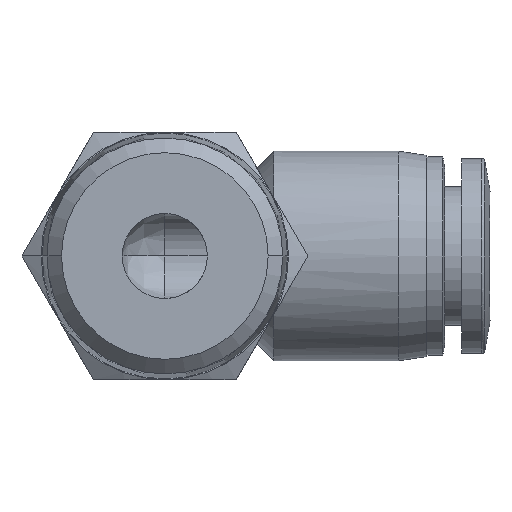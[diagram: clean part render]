
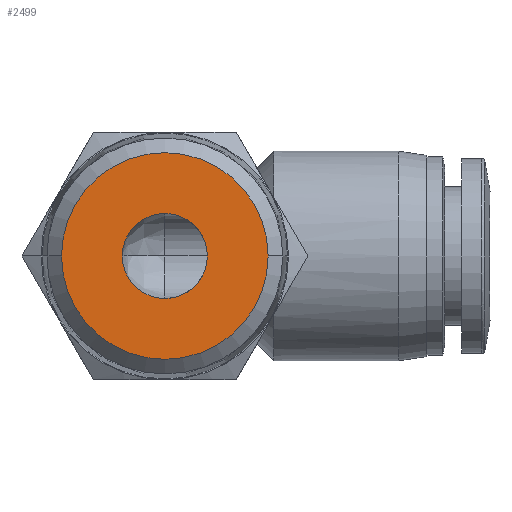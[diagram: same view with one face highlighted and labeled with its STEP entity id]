
A CAD part, front view. The second image highlights one B-rep face of the part: STEP entity #2499.
In plain terms, the highlighted planar face has unit normal (0, -1, 0).
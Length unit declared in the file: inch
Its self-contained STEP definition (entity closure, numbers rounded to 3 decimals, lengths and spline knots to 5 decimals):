
#104 = CARTESIAN_POINT ( 'NONE',  ( 0., -1.39764, 0. ) ) ;
#175 = DIRECTION ( 'NONE',  ( 0., -1., 0. ) ) ;
#220 = VERTEX_POINT ( 'NONE', #685 ) ;
#291 = AXIS2_PLACEMENT_3D ( 'NONE', #1543, #175, #1785 ) ;
#324 = DIRECTION ( 'NONE',  ( -1., 0., 0. ) ) ;
#409 = ORIENTED_EDGE ( 'NONE', *, *, #1368, .T. ) ;
#624 = EDGE_CURVE ( 'NONE', #1299, #1814, #2323, .T. ) ;
#660 = DIRECTION ( 'NONE',  ( 0., -1., 0. ) ) ;
#674 = CARTESIAN_POINT ( 'NONE',  ( 0., -1.39764, 0. ) ) ;
#685 = CARTESIAN_POINT ( 'NONE',  ( -0.28703, -1.39764, 0. ) ) ;
#760 = ORIENTED_EDGE ( 'NONE', *, *, #1903, .T. ) ;
#802 = EDGE_CURVE ( 'NONE', #220, #2052, #1320, .T. ) ;
#813 = AXIS2_PLACEMENT_3D ( 'NONE', #2785, #660, #2244 ) ;
#880 = DIRECTION ( 'NONE',  ( -1., 0., 0. ) ) ;
#972 = AXIS2_PLACEMENT_3D ( 'NONE', #674, #2254, #880 ) ;
#1013 = CIRCLE ( 'NONE', #1572, 0.28703 ) ;
#1038 = FACE_OUTER_BOUND ( 'NONE', #2456, .T. ) ;
#1065 = CARTESIAN_POINT ( 'NONE',  ( -0.11811, -1.39764, 0. ) ) ;
#1299 = VERTEX_POINT ( 'NONE', #2430 ) ;
#1320 = CIRCLE ( 'NONE', #291, 0.28703 ) ;
#1324 = PLANE ( 'NONE',  #813 ) ;
#1338 = ORIENTED_EDGE ( 'NONE', *, *, #624, .T. ) ;
#1368 = EDGE_CURVE ( 'NONE', #2052, #220, #1013, .T. ) ;
#1500 = EDGE_LOOP ( 'NONE', ( #760, #1338 ) ) ;
#1543 = CARTESIAN_POINT ( 'NONE',  ( 0., -1.39764, 0. ) ) ;
#1572 = AXIS2_PLACEMENT_3D ( 'NONE', #104, #1699, #324 ) ;
#1699 = DIRECTION ( 'NONE',  ( 0., -1., 0. ) ) ;
#1785 = DIRECTION ( 'NONE',  ( -1., 0., 0. ) ) ;
#1814 = VERTEX_POINT ( 'NONE', #1065 ) ;
#1903 = EDGE_CURVE ( 'NONE', #1814, #1299, #2270, .T. ) ;
#2042 = AXIS2_PLACEMENT_3D ( 'NONE', #2560, #2540, #2192 ) ;
#2052 = VERTEX_POINT ( 'NONE', #2288 ) ;
#2134 = ORIENTED_EDGE ( 'NONE', *, *, #802, .T. ) ;
#2192 = DIRECTION ( 'NONE',  ( -1., 0., 0. ) ) ;
#2244 = DIRECTION ( 'NONE',  ( 1., 0., 0. ) ) ;
#2254 = DIRECTION ( 'NONE',  ( 0., 1., 0. ) ) ;
#2270 = CIRCLE ( 'NONE', #972, 0.11811 ) ;
#2288 = CARTESIAN_POINT ( 'NONE',  ( 0.28703, -1.39764, 0. ) ) ;
#2323 = CIRCLE ( 'NONE', #2042, 0.11811 ) ;
#2430 = CARTESIAN_POINT ( 'NONE',  ( 0.11811, -1.39764, 0. ) ) ;
#2456 = EDGE_LOOP ( 'NONE', ( #2134, #409 ) ) ;
#2499 = ADVANCED_FACE ( 'NONE', ( #2672, #1038 ), #1324, .T. ) ;
#2540 = DIRECTION ( 'NONE',  ( 0., 1., 0. ) ) ;
#2560 = CARTESIAN_POINT ( 'NONE',  ( 0., -1.39764, 0. ) ) ;
#2672 = FACE_BOUND ( 'NONE', #1500, .T. ) ;
#2785 = CARTESIAN_POINT ( 'NONE',  ( -0.14352, -1.39764, 0. ) ) ;
